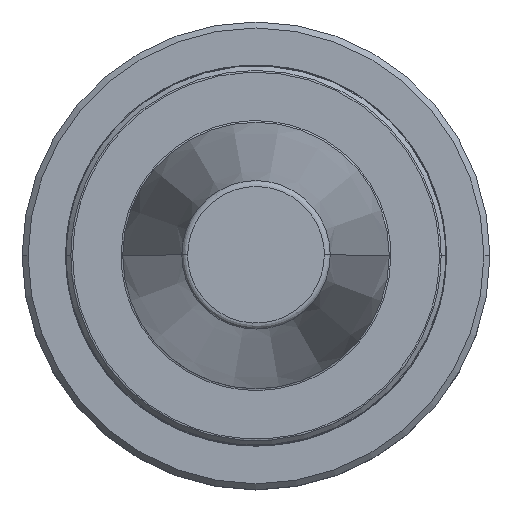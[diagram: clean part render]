
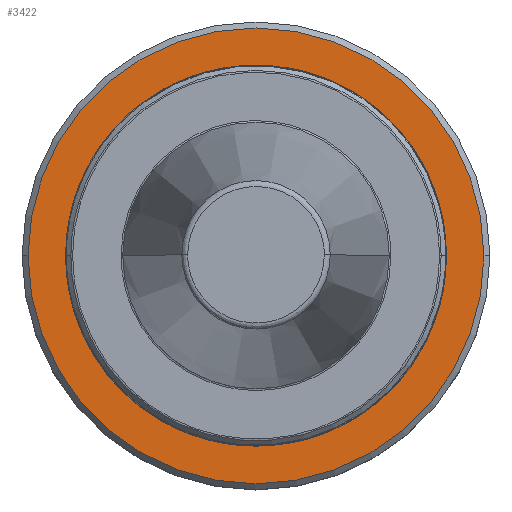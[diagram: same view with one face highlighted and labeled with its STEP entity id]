
A CAD part, top view. The second image highlights one B-rep face of the part: STEP entity #3422.
In plain terms, the highlighted planar face has unit normal (0, 0, 1).
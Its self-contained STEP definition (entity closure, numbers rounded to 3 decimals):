
#8 = ORIENTED_EDGE ( 'NONE', *, *, #977, .F. ) ;
#10 = AXIS2_PLACEMENT_3D ( 'NONE', #4126, #4121, #4109 ) ;
#16 = FACE_OUTER_BOUND ( 'NONE', #3694, .T. ) ;
#508 = AXIS2_PLACEMENT_3D ( 'NONE', #2034, #2032, #2028 ) ;
#635 = CARTESIAN_POINT ( 'NONE',  ( -38., 0., -36. ) ) ;
#756 = CARTESIAN_POINT ( 'NONE',  ( 0., 0., -36. ) ) ;
#977 = EDGE_CURVE ( 'NONE', #1551, #1479, #3892, .T. ) ;
#981 = CARTESIAN_POINT ( 'NONE',  ( 0., 0., -36. ) ) ;
#1107 = DIRECTION ( 'NONE',  ( 1., 0., 0. ) ) ;
#1195 = EDGE_CURVE ( 'NONE', #1479, #1551, #2479, .T. ) ;
#1309 = AXIS2_PLACEMENT_3D ( 'NONE', #756, #3047, #1107 ) ;
#1314 = DIRECTION ( 'NONE',  ( 1., 0., 0. ) ) ;
#1479 = VERTEX_POINT ( 'NONE', #4270 ) ;
#1511 = ORIENTED_EDGE ( 'NONE', *, *, #2042, .F. ) ;
#1513 = EDGE_CURVE ( 'NONE', #3871, #2554, #2227, .T. ) ;
#1514 = CARTESIAN_POINT ( 'NONE',  ( 38., 0., -36. ) ) ;
#1551 = VERTEX_POINT ( 'NONE', #4082 ) ;
#1614 = AXIS2_PLACEMENT_3D ( 'NONE', #981, #3252, #1314 ) ;
#1883 = CIRCLE ( 'NONE', #508, 38. ) ;
#2028 = DIRECTION ( 'NONE',  ( -1., 0., 0. ) ) ;
#2032 = DIRECTION ( 'NONE',  ( 0., 0., -1. ) ) ;
#2034 = CARTESIAN_POINT ( 'NONE',  ( 0., 0., -36. ) ) ;
#2042 = EDGE_CURVE ( 'NONE', #2554, #3871, #1883, .T. ) ;
#2227 = CIRCLE ( 'NONE', #10, 38. ) ;
#2479 = CIRCLE ( 'NONE', #1309, 24.5 ) ;
#2520 = FACE_BOUND ( 'NONE', #3091, .T. ) ;
#2554 = VERTEX_POINT ( 'NONE', #635 ) ;
#2806 = AXIS2_PLACEMENT_3D ( 'NONE', #3772, #3712, #3700 ) ;
#3047 = DIRECTION ( 'NONE',  ( 0., 0., 1. ) ) ;
#3091 = EDGE_LOOP ( 'NONE', ( #4065, #8 ) ) ;
#3252 = DIRECTION ( 'NONE',  ( 0., 0., 1. ) ) ;
#3422 = ADVANCED_FACE ( 'NONE', ( #16, #2520 ), #3721, .F. ) ;
#3694 = EDGE_LOOP ( 'NONE', ( #1511, #3971 ) ) ;
#3700 = DIRECTION ( 'NONE',  ( -1., 0., 0. ) ) ;
#3712 = DIRECTION ( 'NONE',  ( 0., 0., -1. ) ) ;
#3721 = PLANE ( 'NONE',  #2806 ) ;
#3772 = CARTESIAN_POINT ( 'NONE',  ( 0., 24.5, -36. ) ) ;
#3871 = VERTEX_POINT ( 'NONE', #1514 ) ;
#3892 = CIRCLE ( 'NONE', #1614, 24.5 ) ;
#3971 = ORIENTED_EDGE ( 'NONE', *, *, #1513, .F. ) ;
#4065 = ORIENTED_EDGE ( 'NONE', *, *, #1195, .F. ) ;
#4082 = CARTESIAN_POINT ( 'NONE',  ( -24.5, 0., -36. ) ) ;
#4109 = DIRECTION ( 'NONE',  ( -1., 0., 0. ) ) ;
#4121 = DIRECTION ( 'NONE',  ( 0., 0., -1. ) ) ;
#4126 = CARTESIAN_POINT ( 'NONE',  ( 0., 0., -36. ) ) ;
#4270 = CARTESIAN_POINT ( 'NONE',  ( 24.5, 0., -36. ) ) ;
